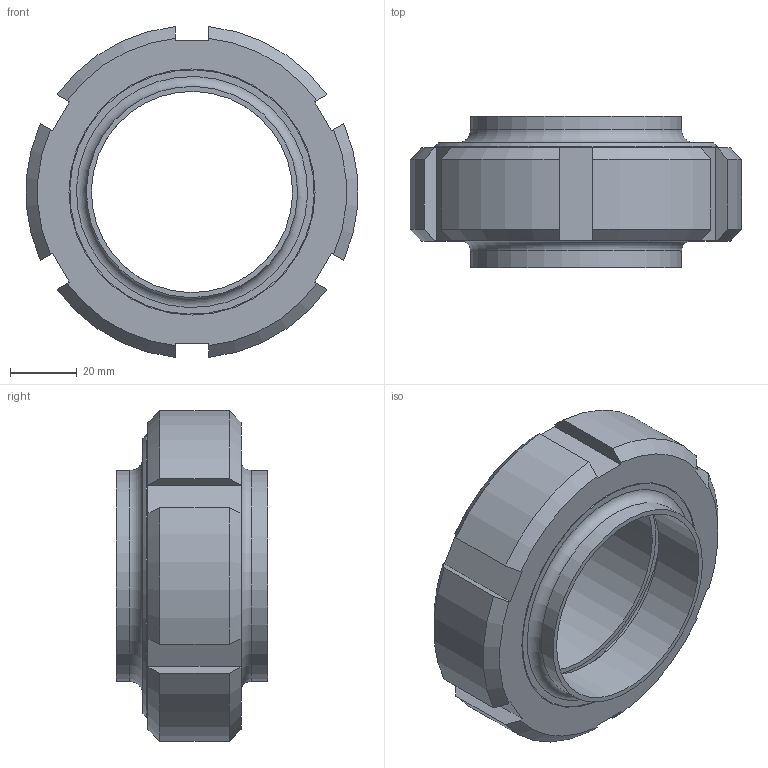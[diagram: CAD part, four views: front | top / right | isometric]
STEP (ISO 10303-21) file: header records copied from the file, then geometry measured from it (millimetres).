
FILE_DESCRIPTION (( 'STEP AP203' ), '1' );
FILE_NAME ('Douille + ecrou +nez DIN 63.STEP', '2018-10-17T12:12:35', ( 'utilisateur' ), ( '' ), 'SwSTEP 2.0', 'SolidWorks 2012', '' );
FILE_SCHEMA (( 'CONFIG_CONTROL_DESIGN' ));
Length unit declared in the file: millimetre
Products named in the file (4): Douille SMS 63; Ecrou SMS 63; Douille + ecrou +nez DIN 63; Nez SMS 63
Assembly tree (3 placements, depth 2):
  Douille + ecrou +nez DIN 63
    Ecrou SMS 63
    Douille SMS 63
    Nez SMS 63
Bounding box: 99.64 x 45.5 x 99.5 mm (x, y, z)
Volume: 132725.1 mm3; surface area: 51963.7 mm2
Topology: 3 solids, 3 shells, 65 faces, 154 edges, 101 vertices
Faces by surface type: plane 30, cylinder 17, cone 16, torus 2
Full cylindrical faces by diameter (mm): 60.5 x2, 63.5 x3, 73.5 x2, 74 x1, 80 x1, 83 x1, 85 x1
Entity records: 2260 total; most frequent: CARTESIAN_POINT 403, DIRECTION 306, ORIENTED_EDGE 272, EDGE_CURVE 136, AXIS2_PLACEMENT_3D 123, VERTEX_POINT 100, EDGE_LOOP 94, FACE_OUTER_BOUND 78
